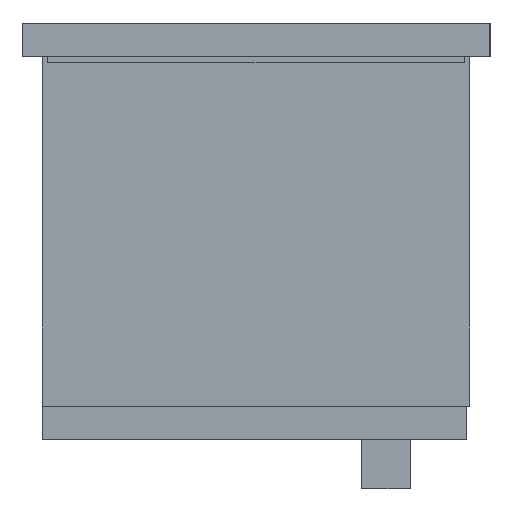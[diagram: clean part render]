
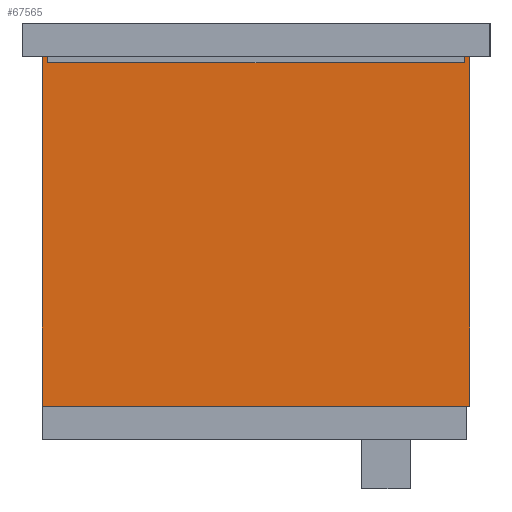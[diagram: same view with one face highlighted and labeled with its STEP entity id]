
A CAD part, left-side view. The second image highlights one B-rep face of the part: STEP entity #67565.
In plain terms, the highlighted planar face has unit normal (-1, 0, 0).
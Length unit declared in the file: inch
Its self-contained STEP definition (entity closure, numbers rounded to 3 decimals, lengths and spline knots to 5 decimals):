
#2800 = EDGE_CURVE ( 'NONE', #65696, #38763, #5973, .T. ) ;
#2903 = CARTESIAN_POINT ( 'NONE',  ( 0., 2.59055, 0. ) ) ;
#5973 = LINE ( 'NONE', #26557, #60918 ) ;
#6989 = EDGE_CURVE ( 'NONE', #53419, #38763, #48982, .T. ) ;
#7899 = CARTESIAN_POINT ( 'NONE',  ( 0., 0., 2.11969 ) ) ;
#7966 = LINE ( 'NONE', #26961, #27865 ) ;
#8905 = ORIENTED_EDGE ( 'NONE', *, *, #30347, .T. ) ;
#11867 = CARTESIAN_POINT ( 'NONE',  ( 0., 0., 0. ) ) ;
#13201 = DIRECTION ( 'NONE',  ( 0., -1., 0. ) ) ;
#18156 = ORIENTED_EDGE ( 'NONE', *, *, #58282, .F. ) ;
#21621 = ORIENTED_EDGE ( 'NONE', *, *, #2800, .F. ) ;
#23448 = FACE_OUTER_BOUND ( 'NONE', #44968, .T. ) ;
#23832 = CARTESIAN_POINT ( 'NONE',  ( 0., 0., 0. ) ) ;
#26272 = LINE ( 'NONE', #58456, #27963 ) ;
#26557 = CARTESIAN_POINT ( 'NONE',  ( 0., 0., 2.11969 ) ) ;
#26961 = CARTESIAN_POINT ( 'NONE',  ( 0., 2.59055, 2.11969 ) ) ;
#27865 = VECTOR ( 'NONE', #64345, 39.37008 ) ;
#27963 = VECTOR ( 'NONE', #37401, 39.37008 ) ;
#30347 = EDGE_CURVE ( 'NONE', #31095, #53419, #7966, .T. ) ;
#31095 = VERTEX_POINT ( 'NONE', #51054 ) ;
#32254 = DIRECTION ( 'NONE',  ( 1., 0., 0. ) ) ;
#37401 = DIRECTION ( 'NONE',  ( 0., -1., 0. ) ) ;
#38763 = VERTEX_POINT ( 'NONE', #11867 ) ;
#43306 = DIRECTION ( 'NONE',  ( 0., 0., -1. ) ) ;
#44968 = EDGE_LOOP ( 'NONE', ( #45139, #21621, #18156, #8905 ) ) ;
#45139 = ORIENTED_EDGE ( 'NONE', *, *, #6989, .T. ) ;
#47259 = VECTOR ( 'NONE', #13201, 39.37008 ) ;
#48531 = CARTESIAN_POINT ( 'NONE',  ( 0., 0., 2.11969 ) ) ;
#48762 = DIRECTION ( 'NONE',  ( 0., 0., -1. ) ) ;
#48982 = LINE ( 'NONE', #23832, #47259 ) ;
#51054 = CARTESIAN_POINT ( 'NONE',  ( 0., 2.59055, 2.11969 ) ) ;
#53419 = VERTEX_POINT ( 'NONE', #2903 ) ;
#58282 = EDGE_CURVE ( 'NONE', #31095, #65696, #26272, .T. ) ;
#58456 = CARTESIAN_POINT ( 'NONE',  ( 0., 0., 2.11969 ) ) ;
#60918 = VECTOR ( 'NONE', #43306, 39.37008 ) ;
#64345 = DIRECTION ( 'NONE',  ( 0., 0., -1. ) ) ;
#64951 = PLANE ( 'NONE',  #67668 ) ;
#65696 = VERTEX_POINT ( 'NONE', #7899 ) ;
#67565 = ADVANCED_FACE ( 'NONE', ( #23448 ), #64951, .F. ) ;
#67668 = AXIS2_PLACEMENT_3D ( 'NONE', #48531, #32254, #48762 ) ;
